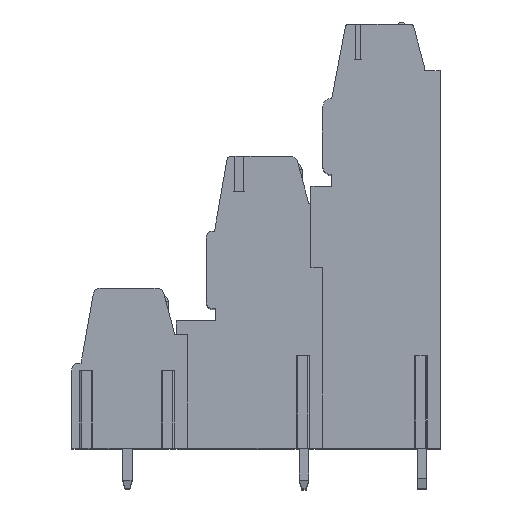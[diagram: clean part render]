
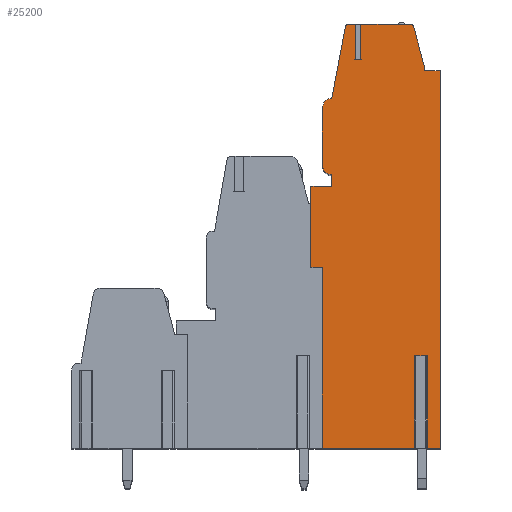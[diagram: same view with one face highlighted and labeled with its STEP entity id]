
A CAD part, top view. The second image highlights one B-rep face of the part: STEP entity #25200.
In plain terms, the highlighted planar face has unit normal (0, 0, 1).
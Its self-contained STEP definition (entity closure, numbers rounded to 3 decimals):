
#13=DIRECTION('',(0.,1.,0.));
#14=VECTOR('',#13,15.6);
#15=CARTESIAN_POINT('',(1.,-19.1,58.42));
#16=LINE('',#15,#14);
#17=DIRECTION('',(1.,0.,0.));
#18=VECTOR('',#17,1.);
#19=CARTESIAN_POINT('',(0.,-3.5,58.42));
#20=LINE('',#19,#18);
#21=DIRECTION('',(-1.,0.,0.));
#22=VECTOR('',#21,1.8);
#23=CARTESIAN_POINT('',(1.8,3.5,58.42));
#24=LINE('',#23,#22);
#25=DIRECTION('',(0.,-1.,0.));
#26=VECTOR('',#25,1.);
#27=CARTESIAN_POINT('',(1.8,4.5,58.42));
#28=LINE('',#27,#26);
#29=CARTESIAN_POINT('',(1.8,5.3,58.42));
#30=DIRECTION('',(0.,0.,1.));
#31=DIRECTION('',(-1.,0.,0.));
#32=AXIS2_PLACEMENT_3D('',#29,#30,#31);
#34=DIRECTION('',(0.,-1.,0.));
#35=VECTOR('',#34,5.);
#36=CARTESIAN_POINT('',(1.,10.3,58.42));
#37=LINE('',#36,#35);
#38=CARTESIAN_POINT('',(1.8,10.3,58.42));
#39=DIRECTION('',(0.,0.,1.));
#40=DIRECTION('',(0.,1.,0.));
#41=AXIS2_PLACEMENT_3D('',#38,#39,#40);
#43=DIRECTION('',(-0.186,-0.983,0.));
#44=VECTOR('',#43,6.265);
#45=CARTESIAN_POINT('',(2.964,17.256,58.42));
#46=LINE('',#45,#44);
#47=CARTESIAN_POINT('',(3.259,17.2,58.42));
#48=DIRECTION('',(0.,0.,1.));
#49=DIRECTION('',(0.,1.,0.));
#50=AXIS2_PLACEMENT_3D('',#47,#48,#49);
#52=DIRECTION('',(-1.,0.,0.));
#53=VECTOR('',#52,0.551);
#54=CARTESIAN_POINT('',(3.81,17.5,58.42));
#55=LINE('',#54,#53);
#56=DIRECTION('',(0.,-1.,0.));
#57=VECTOR('',#56,3.05);
#58=CARTESIAN_POINT('',(3.81,17.5,58.42));
#59=LINE('',#58,#57);
#60=DIRECTION('',(1.,0.,0.));
#61=VECTOR('',#60,0.5);
#62=CARTESIAN_POINT('',(3.81,14.45,58.42));
#63=LINE('',#62,#61);
#64=DIRECTION('',(0.,-1.,0.));
#65=VECTOR('',#64,3.05);
#66=CARTESIAN_POINT('',(4.31,17.5,58.42));
#67=LINE('',#66,#65);
#68=DIRECTION('',(-1.,0.,0.));
#69=VECTOR('',#68,4.27);
#70=CARTESIAN_POINT('',(8.58,17.5,58.42));
#71=LINE('',#70,#69);
#72=CARTESIAN_POINT('',(8.58,17.2,58.42));
#73=DIRECTION('',(0.,0.,1.));
#74=DIRECTION('',(0.965,0.261,0.));
#75=AXIS2_PLACEMENT_3D('',#72,#73,#74);
#77=DIRECTION('',(-0.261,0.965,0.));
#78=VECTOR('',#77,3.539);
#79=CARTESIAN_POINT('',(9.792,13.861,58.42));
#80=LINE('',#79,#78);
#81=DIRECTION('',(-0.035,0.999,0.));
#82=VECTOR('',#81,0.361);
#83=CARTESIAN_POINT('',(9.805,13.5,58.42));
#84=LINE('',#83,#82);
#85=DIRECTION('',(-1.,0.,0.));
#86=VECTOR('',#85,1.355);
#87=CARTESIAN_POINT('',(11.16,13.5,58.42));
#88=LINE('',#87,#86);
#89=DIRECTION('',(0.,1.,0.));
#90=VECTOR('',#89,32.6);
#91=CARTESIAN_POINT('',(11.16,-19.1,58.42));
#92=LINE('',#91,#90);
#93=DIRECTION('',(1.,0.,0.));
#94=VECTOR('',#93,1.39);
#95=CARTESIAN_POINT('',(9.77,-19.1,58.42));
#96=LINE('',#95,#94);
#97=DIRECTION('',(0.,1.,0.));
#98=VECTOR('',#97,8.);
#99=CARTESIAN_POINT('',(9.77,-19.1,58.42));
#100=LINE('',#99,#98);
#101=DIRECTION('',(-1.,0.,0.));
#102=VECTOR('',#101,0.62);
#103=CARTESIAN_POINT('',(9.77,-11.1,58.42));
#104=LINE('',#103,#102);
#105=DIRECTION('',(0.,1.,0.));
#106=VECTOR('',#105,8.);
#107=CARTESIAN_POINT('',(9.15,-19.1,58.42));
#108=LINE('',#107,#106);
#109=DIRECTION('',(1.,0.,0.));
#110=VECTOR('',#109,8.15);
#111=CARTESIAN_POINT('',(1.,-19.1,58.42));
#112=LINE('',#111,#110);
#3048=DIRECTION('',(0.,-1.,0.));
#3049=VECTOR('',#3048,7.);
#3050=CARTESIAN_POINT('',(0.,3.5,58.42));
#3051=LINE('',#3050,#3049);
#19835=CARTESIAN_POINT('',(11.16,-19.1,58.42));
#19836=CARTESIAN_POINT('',(11.16,13.5,58.42));
#19837=VERTEX_POINT('',#19835);
#19838=VERTEX_POINT('',#19836);
#19839=CARTESIAN_POINT('',(9.805,13.5,58.42));
#19840=VERTEX_POINT('',#19839);
#19841=CARTESIAN_POINT('',(9.792,13.861,58.42));
#19842=VERTEX_POINT('',#19841);
#19843=CARTESIAN_POINT('',(8.87,17.278,58.42));
#19844=VERTEX_POINT('',#19843);
#19845=CARTESIAN_POINT('',(8.58,17.5,58.42));
#19846=VERTEX_POINT('',#19845);
#19847=CARTESIAN_POINT('',(3.259,17.5,58.42));
#19848=CARTESIAN_POINT('',(2.964,17.256,58.42));
#19849=VERTEX_POINT('',#19847);
#19850=VERTEX_POINT('',#19848);
#19851=CARTESIAN_POINT('',(1.8,11.1,58.42));
#19852=VERTEX_POINT('',#19851);
#19853=CARTESIAN_POINT('',(1.,10.3,58.42));
#19854=VERTEX_POINT('',#19853);
#19855=CARTESIAN_POINT('',(1.,5.3,58.42));
#19856=VERTEX_POINT('',#19855);
#19857=CARTESIAN_POINT('',(1.8,4.5,58.42));
#19858=VERTEX_POINT('',#19857);
#19859=CARTESIAN_POINT('',(1.8,3.5,58.42));
#19860=VERTEX_POINT('',#19859);
#19861=CARTESIAN_POINT('',(0.,3.5,58.42));
#19862=VERTEX_POINT('',#19861);
#19947=CARTESIAN_POINT('',(9.77,-11.1,58.42));
#19948=CARTESIAN_POINT('',(9.15,-11.1,58.42));
#19949=VERTEX_POINT('',#19947);
#19950=VERTEX_POINT('',#19948);
#19951=CARTESIAN_POINT('',(9.77,-19.1,58.42));
#19952=VERTEX_POINT('',#19951);
#19953=CARTESIAN_POINT('',(9.15,-19.1,58.42));
#19954=VERTEX_POINT('',#19953);
#19955=CARTESIAN_POINT('',(1.,-19.1,58.42));
#19956=VERTEX_POINT('',#19955);
#19993=CARTESIAN_POINT('',(3.81,14.45,58.42));
#19994=CARTESIAN_POINT('',(4.31,14.45,58.42));
#19995=VERTEX_POINT('',#19993);
#19996=VERTEX_POINT('',#19994);
#19997=CARTESIAN_POINT('',(3.81,17.5,58.42));
#19998=VERTEX_POINT('',#19997);
#20003=CARTESIAN_POINT('',(4.31,17.5,58.42));
#20004=VERTEX_POINT('',#20003);
#23197=CARTESIAN_POINT('',(1.,-3.5,58.42));
#23198=VERTEX_POINT('',#23197);
#23199=CARTESIAN_POINT('',(0.,-3.5,58.42));
#23200=VERTEX_POINT('',#23199);
#25143=CARTESIAN_POINT('',(0.,0.,58.42));
#25144=DIRECTION('',(0.,0.,1.));
#25145=DIRECTION('',(1.,0.,0.));
#25146=AXIS2_PLACEMENT_3D('',#25143,#25144,#25145);
#25147=PLANE('',#25146);
#25149=ORIENTED_EDGE('',*,*,#25148,.T.);
#25151=ORIENTED_EDGE('',*,*,#25150,.F.);
#25153=ORIENTED_EDGE('',*,*,#25152,.F.);
#25155=ORIENTED_EDGE('',*,*,#25154,.F.);
#25157=ORIENTED_EDGE('',*,*,#25156,.F.);
#25159=ORIENTED_EDGE('',*,*,#25158,.F.);
#25161=ORIENTED_EDGE('',*,*,#25160,.F.);
#25163=ORIENTED_EDGE('',*,*,#25162,.F.);
#25165=ORIENTED_EDGE('',*,*,#25164,.F.);
#25167=ORIENTED_EDGE('',*,*,#25166,.F.);
#25169=ORIENTED_EDGE('',*,*,#25168,.F.);
#25171=ORIENTED_EDGE('',*,*,#25170,.T.);
#25173=ORIENTED_EDGE('',*,*,#25172,.T.);
#25175=ORIENTED_EDGE('',*,*,#25174,.F.);
#25177=ORIENTED_EDGE('',*,*,#25176,.F.);
#25179=ORIENTED_EDGE('',*,*,#25178,.F.);
#25181=ORIENTED_EDGE('',*,*,#25180,.F.);
#25183=ORIENTED_EDGE('',*,*,#25182,.F.);
#25185=ORIENTED_EDGE('',*,*,#25184,.F.);
#25187=ORIENTED_EDGE('',*,*,#25186,.F.);
#25189=ORIENTED_EDGE('',*,*,#25188,.F.);
#25191=ORIENTED_EDGE('',*,*,#25190,.T.);
#25193=ORIENTED_EDGE('',*,*,#25192,.T.);
#25195=ORIENTED_EDGE('',*,*,#25194,.F.);
#25197=ORIENTED_EDGE('',*,*,#25196,.F.);
#25198=EDGE_LOOP('',(#25149,#25151,#25153,#25155,#25157,#25159,#25161,#25163,
#25165,#25167,#25169,#25171,#25173,#25175,#25177,#25179,#25181,#25183,#25185,
#25187,#25189,#25191,#25193,#25195,#25197));
#25199=FACE_OUTER_BOUND('',#25198,.F.);
#33=CIRCLE('',#32,0.8);
#42=CIRCLE('',#41,0.8);
#51=CIRCLE('',#50,0.3);
#76=CIRCLE('',#75,0.3);
#25148=EDGE_CURVE('',#19956,#23198,#16,.T.);
#25150=EDGE_CURVE('',#23200,#23198,#20,.T.);
#25152=EDGE_CURVE('',#19862,#23200,#3051,.T.);
#25154=EDGE_CURVE('',#19860,#19862,#24,.T.);
#25156=EDGE_CURVE('',#19858,#19860,#28,.T.);
#25158=EDGE_CURVE('',#19856,#19858,#33,.T.);
#25160=EDGE_CURVE('',#19854,#19856,#37,.T.);
#25162=EDGE_CURVE('',#19852,#19854,#42,.T.);
#25164=EDGE_CURVE('',#19850,#19852,#46,.T.);
#25166=EDGE_CURVE('',#19849,#19850,#51,.T.);
#25168=EDGE_CURVE('',#19998,#19849,#55,.T.);
#25170=EDGE_CURVE('',#19998,#19995,#59,.T.);
#25172=EDGE_CURVE('',#19995,#19996,#63,.T.);
#25174=EDGE_CURVE('',#20004,#19996,#67,.T.);
#25176=EDGE_CURVE('',#19846,#20004,#71,.T.);
#25178=EDGE_CURVE('',#19844,#19846,#76,.T.);
#25180=EDGE_CURVE('',#19842,#19844,#80,.T.);
#25182=EDGE_CURVE('',#19840,#19842,#84,.T.);
#25184=EDGE_CURVE('',#19838,#19840,#88,.T.);
#25186=EDGE_CURVE('',#19837,#19838,#92,.T.);
#25188=EDGE_CURVE('',#19952,#19837,#96,.T.);
#25190=EDGE_CURVE('',#19952,#19949,#100,.T.);
#25192=EDGE_CURVE('',#19949,#19950,#104,.T.);
#25194=EDGE_CURVE('',#19954,#19950,#108,.T.);
#25196=EDGE_CURVE('',#19956,#19954,#112,.T.);
#25200=ADVANCED_FACE('',(#25199),#25147,.T.);
